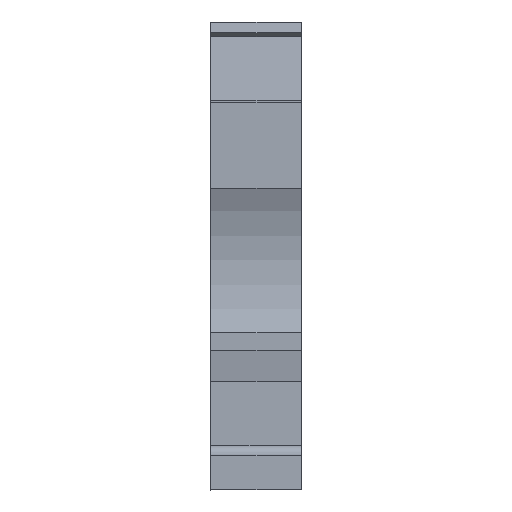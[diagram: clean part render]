
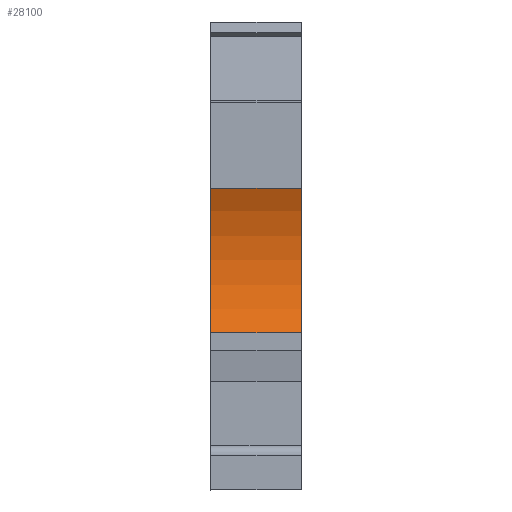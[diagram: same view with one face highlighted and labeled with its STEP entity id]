
A CAD part, front view. The second image highlights one B-rep face of the part: STEP entity #28100.
In plain terms, the highlighted cylindrical face has radius 15 mm (diameter 30 mm), a partial arc.
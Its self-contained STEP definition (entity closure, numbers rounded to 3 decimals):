
#3740=CARTESIAN_POINT('',(-28.093,-17.2,
45.52));
#3750=VERTEX_POINT('',#3740);
#3780=CARTESIAN_POINT('',(-41.611,-23.7,
45.52));
#3790=DIRECTION('',(0.,0.,1.));
#3800=DIRECTION('',(1.,0.,0.));
#3810=AXIS2_PLACEMENT_3D('',#3780,#3790,#3800);
#3820=CIRCLE('',#3810,15.);
#3830=CARTESIAN_POINT('',(-28.093,-30.2,
45.52));
#3840=VERTEX_POINT('',#3830);
#3850=EDGE_CURVE('',#3840,#3750,#3820,.T.);
#8650=CARTESIAN_POINT('',(-28.093,-30.2,
53.67));
#8660=VERTEX_POINT('',#8650);
#8690=CARTESIAN_POINT('',(-41.611,-23.7,
53.67));
#8700=DIRECTION('',(0.,0.,1.));
#8710=DIRECTION('',(1.,0.,0.));
#8720=AXIS2_PLACEMENT_3D('',#8690,#8700,#8710);
#8730=CIRCLE('',#8720,15.);
#8740=CARTESIAN_POINT('',(-28.093,-17.2,
53.67));
#8750=VERTEX_POINT('',#8740);
#8760=EDGE_CURVE('',#8660,#8750,#8730,.T.);
#13880=CARTESIAN_POINT('',(-28.093,-17.2,
45.52));
#13890=DIRECTION('',(0.,0.,1.));
#13900=VECTOR('',#13890,1.);
#13910=LINE('',#13880,#13900);
#13920=EDGE_CURVE('',#3750,#8750,#13910,.T.);
#27940=CARTESIAN_POINT('',(-41.611,-23.7,
45.52));
#27950=DIRECTION('',(0.,0.,1.));
#27960=DIRECTION('',(1.,0.,0.));
#27970=AXIS2_PLACEMENT_3D('',#27940,#27950,#27960);
#27980=CYLINDRICAL_SURFACE('',#27970,15.);
#27990=ORIENTED_EDGE('',*,*,#3850,.F.);
#28000=ORIENTED_EDGE('',*,*,#13920,.F.);
#28010=ORIENTED_EDGE('',*,*,#8760,.T.);
#28020=CARTESIAN_POINT('',(-28.093,-30.2,
45.52));
#28030=DIRECTION('',(0.,0.,1.));
#28040=VECTOR('',#28030,1.);
#28050=LINE('',#28020,#28040);
#28060=EDGE_CURVE('',#3840,#8660,#28050,.T.);
#28070=ORIENTED_EDGE('',*,*,#28060,.T.);
#28080=EDGE_LOOP('',(#28070,#28010,#28000,#27990));
#28090=FACE_OUTER_BOUND('',#28080,.T.);
#28100=ADVANCED_FACE('',(#28090),#27980,.F.);
